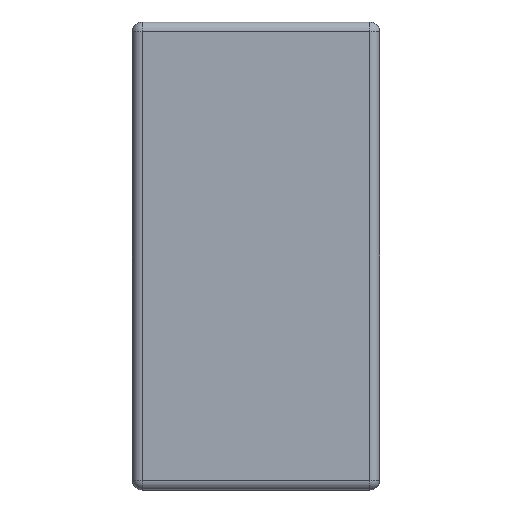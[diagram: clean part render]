
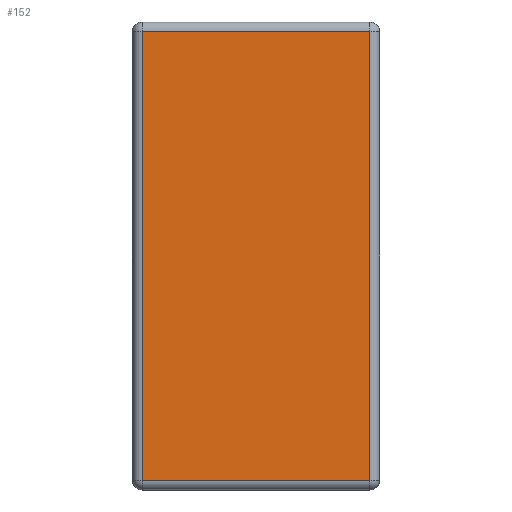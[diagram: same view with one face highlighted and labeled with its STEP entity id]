
A CAD part, left-side view. The second image highlights one B-rep face of the part: STEP entity #152.
In plain terms, the highlighted planar face has unit normal (-1, 0, 0).
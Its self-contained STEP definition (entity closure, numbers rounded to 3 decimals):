
#2 = VERTEX_POINT ( 'NONE', #3172 ) ;
#9 = EDGE_CURVE ( 'NONE', #2618, #4270, #1684, .T. ) ;
#152 = ADVANCED_FACE ( 'NONE', ( #4499 ), #1414, .T. ) ;
#293 = DIRECTION ( 'NONE',  ( 0., -1., 0. ) ) ;
#305 = CARTESIAN_POINT ( 'NONE',  ( 0., 1.85, -0.073 ) ) ;
#736 = CARTESIAN_POINT ( 'NONE',  ( 0., 1.777, -3.5 ) ) ;
#846 = LINE ( 'NONE', #305, #3252 ) ;
#993 = ORIENTED_EDGE ( 'NONE', *, *, #4227, .T. ) ;
#1174 = CARTESIAN_POINT ( 'NONE',  ( 0., 0.073, 0. ) ) ;
#1361 = DIRECTION ( 'NONE',  ( 0., 1., 0. ) ) ;
#1414 = PLANE ( 'NONE',  #3973 ) ;
#1430 = DIRECTION ( 'NONE',  ( 0., 0., -1. ) ) ;
#1530 = CARTESIAN_POINT ( 'NONE',  ( 0., 0.073, -3.427 ) ) ;
#1591 = ORIENTED_EDGE ( 'NONE', *, *, #9, .T. ) ;
#1684 = LINE ( 'NONE', #3856, #2941 ) ;
#1785 = CARTESIAN_POINT ( 'NONE',  ( 0., 0.073, -0.073 ) ) ;
#2127 = CARTESIAN_POINT ( 'NONE',  ( 0., 0., 0. ) ) ;
#2618 = VERTEX_POINT ( 'NONE', #4226 ) ;
#2941 = VECTOR ( 'NONE', #293, 1000. ) ;
#3080 = DIRECTION ( 'NONE',  ( 0., 0., 1. ) ) ;
#3102 = LINE ( 'NONE', #1174, #4197 ) ;
#3162 = EDGE_CURVE ( 'NONE', #4270, #3561, #3102, .T. ) ;
#3172 = CARTESIAN_POINT ( 'NONE',  ( 0., 1.777, -0.073 ) ) ;
#3221 = VECTOR ( 'NONE', #1430, 1000. ) ;
#3252 = VECTOR ( 'NONE', #1361, 1000. ) ;
#3561 = VERTEX_POINT ( 'NONE', #1785 ) ;
#3602 = DIRECTION ( 'NONE',  ( -1., 0., 0. ) ) ;
#3796 = ORIENTED_EDGE ( 'NONE', *, *, #4015, .T. ) ;
#3856 = CARTESIAN_POINT ( 'NONE',  ( 0., 0., -3.427 ) ) ;
#3973 = AXIS2_PLACEMENT_3D ( 'NONE', #2127, #3602, #4318 ) ;
#4015 = EDGE_CURVE ( 'NONE', #3561, #2, #846, .T. ) ;
#4161 = EDGE_LOOP ( 'NONE', ( #1591, #4515, #3796, #993 ) ) ;
#4197 = VECTOR ( 'NONE', #3080, 1000. ) ;
#4206 = LINE ( 'NONE', #736, #3221 ) ;
#4226 = CARTESIAN_POINT ( 'NONE',  ( 0., 1.777, -3.427 ) ) ;
#4227 = EDGE_CURVE ( 'NONE', #2, #2618, #4206, .T. ) ;
#4270 = VERTEX_POINT ( 'NONE', #1530 ) ;
#4318 = DIRECTION ( 'NONE',  ( 0., 0., 1. ) ) ;
#4499 = FACE_OUTER_BOUND ( 'NONE', #4161, .T. ) ;
#4515 = ORIENTED_EDGE ( 'NONE', *, *, #3162, .T. ) ;
